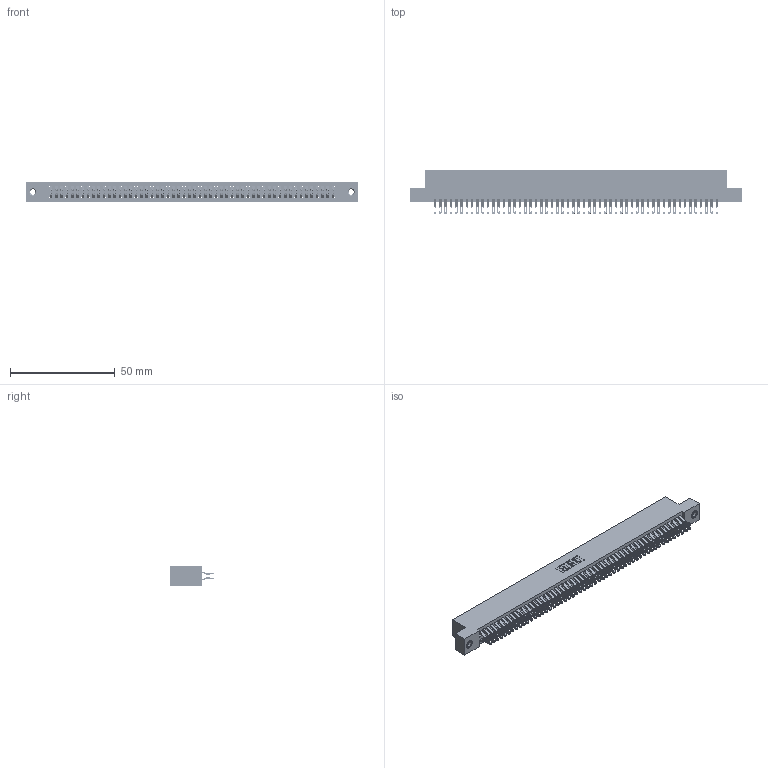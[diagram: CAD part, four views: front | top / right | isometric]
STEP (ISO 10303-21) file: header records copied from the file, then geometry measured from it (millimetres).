
FILE_DESCRIPTION (( 'STEP AP203' ), '1' );
FILE_NAME ('395-108-555-207.STEP', '2018-11-30T23:05:13', ( '' ), ( '' ), 'SwSTEP 2.0', 'SolidWorks 2016', '' );
FILE_SCHEMA (( 'CONFIG_CONTROL_DESIGN' ));
Length unit declared in the file: inch
Products named in the file (4): 395-108-555-207; 345-292-001_555 Tail; 345-250-001_345-250-005-103; 345 Part_Flush Mounting Lugs - 0.156 Dia-TI
Assembly tree (111 placements, depth 2):
  395-108-555-207
    345 Part_Flush Mounting Lugs - 0.156 Dia-TI
    345-292-001_555 Tail  x108
    345-250-001_345-250-005-103  x2
Bounding box: 158.37 x 21.13 x 9.4 mm (x, y, z)
Volume: 15795.3 mm3; surface area: 24697.9 mm2
Topology: 111 solids, 111 shells, 6234 faces, 19593 edges, 13054 vertices
Faces by surface type: plane 3460, cylinder 2758, cone 12, torus 4
Entity records: 42266 total; most frequent: CARTESIAN_POINT 7089, ORIENTED_EDGE 6986, DIRECTION 6231, EDGE_CURVE 3493, LINE 3105, VECTOR 3105, VERTEX_POINT 2324, AXIS2_PLACEMENT_3D 1563
